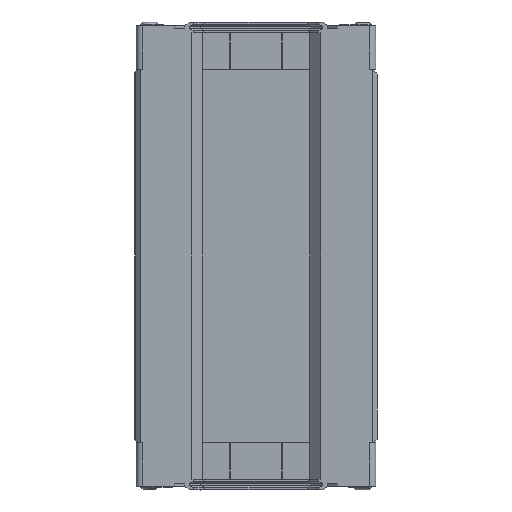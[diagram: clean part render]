
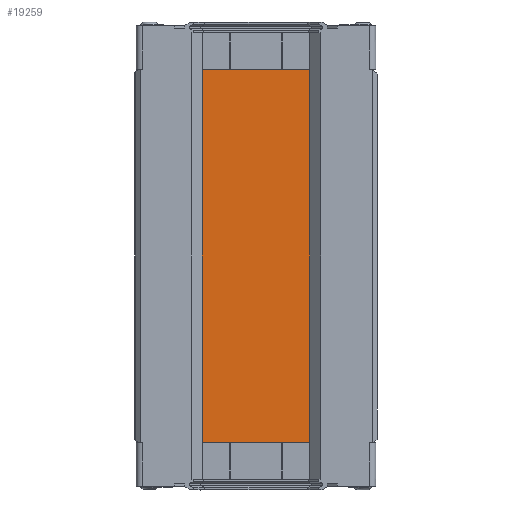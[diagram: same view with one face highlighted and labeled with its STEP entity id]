
A CAD part, front view. The second image highlights one B-rep face of the part: STEP entity #19259.
In plain terms, the highlighted planar face has unit normal (0, -1, 0).
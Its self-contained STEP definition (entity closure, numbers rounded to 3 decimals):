
#206=LINE('',#26958,#2363);
#247=LINE('',#27041,#2404);
#310=LINE('',#27214,#2467);
#318=LINE('',#27284,#2475);
#359=LINE('',#27367,#2516);
#421=LINE('',#27538,#2578);
#461=LINE('',#27671,#2618);
#462=LINE('',#27672,#2619);
#463=LINE('',#27674,#2620);
#464=LINE('',#27676,#2621);
#465=LINE('',#27677,#2622);
#466=LINE('',#27678,#2623);
#2363=VECTOR('',#21840,15.);
#2404=VECTOR('',#21909,15.);
#2467=VECTOR('',#22056,44.2);
#2475=VECTOR('',#22130,15.);
#2516=VECTOR('',#22199,15.);
#2578=VECTOR('',#22345,44.2);
#2618=VECTOR('',#22469,184.);
#2619=VECTOR('',#22470,0.649);
#2620=VECTOR('',#22471,0.649);
#2621=VECTOR('',#22472,184.);
#2622=VECTOR('',#22473,0.649);
#2623=VECTOR('',#22474,0.649);
#4638=PLANE('',#20447);
#5612=FACE_OUTER_BOUND('',#6740,.T.);
#6740=EDGE_LOOP('',(#13147,#13148,#13149,#13150,#13151,#13152,#13153,#13154,
#13155,#13156,#13157,#13158));
#8185=VERTEX_POINT('',#26955);
#8186=VERTEX_POINT('',#26957);
#8213=VERTEX_POINT('',#27039);
#8214=VERTEX_POINT('',#27040);
#8292=VERTEX_POINT('',#27281);
#8293=VERTEX_POINT('',#27283);
#8320=VERTEX_POINT('',#27365);
#8321=VERTEX_POINT('',#27366);
#8420=VERTEX_POINT('',#27669);
#8421=VERTEX_POINT('',#27670);
#8422=VERTEX_POINT('',#27673);
#8423=VERTEX_POINT('',#27675);
#9918=EDGE_CURVE('',#8186,#8185,#206,.T.);
#9959=EDGE_CURVE('',#8213,#8214,#247,.T.);
#10038=EDGE_CURVE('',#8213,#8186,#310,.T.);
#10066=EDGE_CURVE('',#8293,#8292,#318,.T.);
#10107=EDGE_CURVE('',#8320,#8321,#359,.T.);
#10185=EDGE_CURVE('',#8293,#8320,#421,.T.);
#10243=EDGE_CURVE('',#8420,#8421,#461,.T.);
#10244=EDGE_CURVE('',#8321,#8420,#462,.T.);
#10245=EDGE_CURVE('',#8422,#8292,#463,.T.);
#10246=EDGE_CURVE('',#8422,#8423,#464,.T.);
#10247=EDGE_CURVE('',#8214,#8423,#465,.T.);
#10248=EDGE_CURVE('',#8421,#8185,#466,.T.);
#13147=ORIENTED_EDGE('',*,*,#10243,.F.);
#13148=ORIENTED_EDGE('',*,*,#10244,.F.);
#13149=ORIENTED_EDGE('',*,*,#10107,.F.);
#13150=ORIENTED_EDGE('',*,*,#10185,.F.);
#13151=ORIENTED_EDGE('',*,*,#10066,.T.);
#13152=ORIENTED_EDGE('',*,*,#10245,.F.);
#13153=ORIENTED_EDGE('',*,*,#10246,.T.);
#13154=ORIENTED_EDGE('',*,*,#10247,.F.);
#13155=ORIENTED_EDGE('',*,*,#9959,.F.);
#13156=ORIENTED_EDGE('',*,*,#10038,.T.);
#13157=ORIENTED_EDGE('',*,*,#9918,.T.);
#13158=ORIENTED_EDGE('',*,*,#10248,.F.);
#19259=ADVANCED_FACE('',(#5612),#4638,.F.);
#20447=AXIS2_PLACEMENT_3D('',#27668,#22467,#22468);
#21840=DIRECTION('',(0.,0.,-1.));
#21909=DIRECTION('',(0.,0.,-1.));
#22056=DIRECTION('',(1.,0.,0.));
#22130=DIRECTION('',(0.,0.,1.));
#22199=DIRECTION('',(0.,0.,1.));
#22345=DIRECTION('',(1.,0.,0.));
#22467=DIRECTION('center_axis',(0.,1.,0.));
#22468=DIRECTION('ref_axis',(0.,0.,1.));
#22469=DIRECTION('',(0.,0.,-1.));
#22470=DIRECTION('',(1.,0.,0.));
#22471=DIRECTION('',(1.,0.,0.));
#22472=DIRECTION('',(0.,0.,-1.));
#22473=DIRECTION('',(-1.,0.,0.));
#22474=DIRECTION('',(-1.,0.,0.));
#26955=CARTESIAN_POINT('',(22.1,7.1,-92.));
#26957=CARTESIAN_POINT('',(22.1,7.1,-77.));
#26958=CARTESIAN_POINT('',(22.1,7.1,-77.));
#27039=CARTESIAN_POINT('',(-22.1,7.1,-77.));
#27040=CARTESIAN_POINT('',(-22.1,7.1,-92.));
#27041=CARTESIAN_POINT('',(-22.1,7.1,-77.));
#27214=CARTESIAN_POINT('',(-22.749,7.1,-77.));
#27281=CARTESIAN_POINT('',(-22.1,7.1,92.));
#27283=CARTESIAN_POINT('',(-22.1,7.1,77.));
#27284=CARTESIAN_POINT('',(-22.1,7.1,77.));
#27365=CARTESIAN_POINT('',(22.1,7.1,77.));
#27366=CARTESIAN_POINT('',(22.1,7.1,92.));
#27367=CARTESIAN_POINT('',(22.1,7.1,77.));
#27538=CARTESIAN_POINT('',(-22.749,7.1,77.));
#27668=CARTESIAN_POINT('Origin',(22.749,7.1,77.));
#27669=CARTESIAN_POINT('',(22.749,7.1,92.));
#27670=CARTESIAN_POINT('',(22.749,7.1,-92.));
#27671=CARTESIAN_POINT('',(22.749,7.1,-77.));
#27672=CARTESIAN_POINT('',(-1.254,7.1,92.));
#27673=CARTESIAN_POINT('',(-22.749,7.1,92.));
#27674=CARTESIAN_POINT('',(-1.254,7.1,92.));
#27675=CARTESIAN_POINT('',(-22.749,7.1,-92.));
#27676=CARTESIAN_POINT('',(-22.749,7.1,-77.));
#27677=CARTESIAN_POINT('',(-1.254,7.1,-92.));
#27678=CARTESIAN_POINT('',(-1.254,7.1,-92.));
